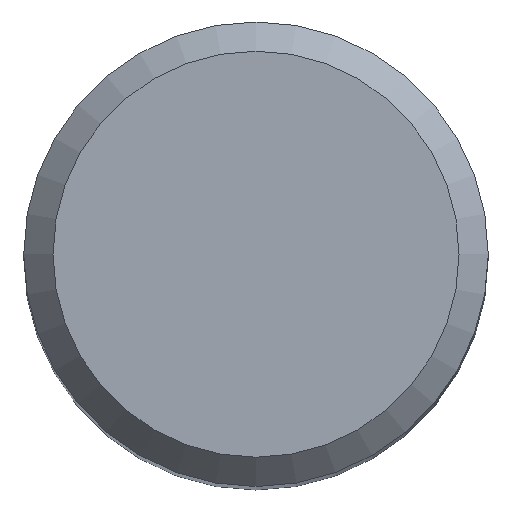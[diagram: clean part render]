
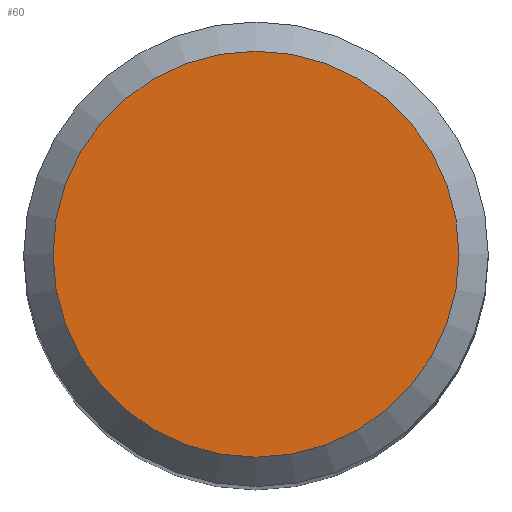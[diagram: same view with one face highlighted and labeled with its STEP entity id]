
A CAD part, top view. The second image highlights one B-rep face of the part: STEP entity #60.
In plain terms, the highlighted planar face has unit normal (0, 0, 1).
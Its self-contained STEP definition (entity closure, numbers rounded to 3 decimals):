
#44=PLANE('',#202);
#47=FACE_OUTER_BOUND('',#93,.T.);
#60=ADVANCED_FACE('',(#47),#44,.F.);
#93=EDGE_LOOP('',(#111));
#111=ORIENTED_EDGE('',*,*,#136,.T.);
#126=VERTEX_POINT('',#313);
#136=EDGE_CURVE('',#126,#126,#144,.T.);
#144=CIRCLE('',#201,4.163);
#201=AXIS2_PLACEMENT_3D('',#312,#236,#237);
#202=AXIS2_PLACEMENT_3D('',#314,#238,#239);
#236=DIRECTION('',(0.,0.,1.));
#237=DIRECTION('',(-1.,0.,0.));
#238=DIRECTION('',(0.,0.,-1.));
#239=DIRECTION('',(-1.,0.,0.));
#312=CARTESIAN_POINT('',(0.,0.,0.));
#313=CARTESIAN_POINT('',(-4.163,0.,0.));
#314=CARTESIAN_POINT('',(0.,4.763,0.));
